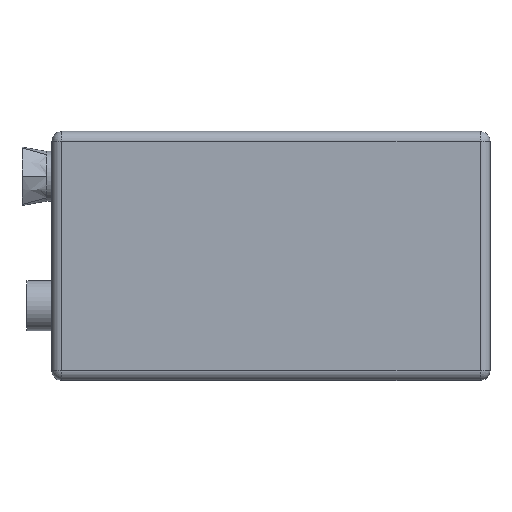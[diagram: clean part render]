
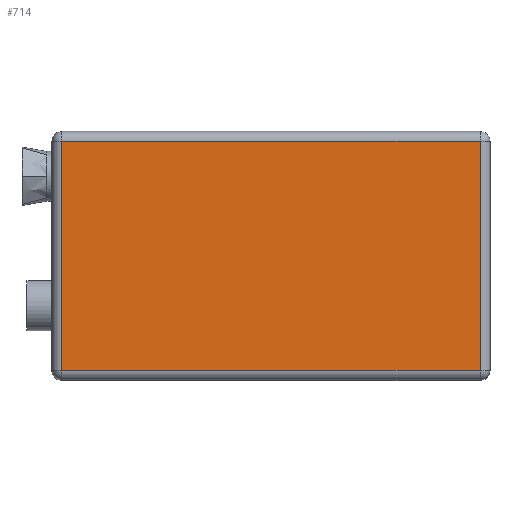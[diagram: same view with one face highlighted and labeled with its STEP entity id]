
A CAD part, top view. The second image highlights one B-rep face of the part: STEP entity #714.
In plain terms, the highlighted planar face has unit normal (0, 0, 1).
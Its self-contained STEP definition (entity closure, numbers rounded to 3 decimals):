
#63=PLANE('',#811);
#105=FACE_OUTER_BOUND('',#159,.T.);
#159=EDGE_LOOP('',(#601,#602,#603,#604));
#202=LINE('',#1128,#253);
#213=LINE('',#1178,#264);
#216=LINE('',#1199,#267);
#217=LINE('',#1201,#268);
#253=VECTOR('',#903,10.);
#264=VECTOR('',#966,10.);
#267=VECTOR('',#1003,10.);
#268=VECTOR('',#1006,10.);
#338=VERTEX_POINT('',#1124);
#339=VERTEX_POINT('',#1126);
#351=VERTEX_POINT('',#1174);
#352=VERTEX_POINT('',#1176);
#404=EDGE_CURVE('',#339,#338,#202,.T.);
#429=EDGE_CURVE('',#352,#351,#213,.T.);
#440=EDGE_CURVE('',#338,#352,#216,.T.);
#441=EDGE_CURVE('',#351,#339,#217,.T.);
#601=ORIENTED_EDGE('',*,*,#404,.F.);
#602=ORIENTED_EDGE('',*,*,#441,.F.);
#603=ORIENTED_EDGE('',*,*,#429,.F.);
#604=ORIENTED_EDGE('',*,*,#440,.F.);
#714=ADVANCED_FACE('',(#105),#63,.T.);
#811=AXIS2_PLACEMENT_3D('',#1200,#1004,#1005);
#903=DIRECTION('',(0.,1.,0.));
#966=DIRECTION('',(0.,-1.,0.));
#1003=DIRECTION('',(1.,0.,0.));
#1004=DIRECTION('center_axis',(0.,0.,1.));
#1005=DIRECTION('ref_axis',(1.,0.,0.));
#1006=DIRECTION('',(-1.,0.,0.));
#1124=CARTESIAN_POINT('',(-21.,11.5,15.));
#1126=CARTESIAN_POINT('',(-21.,-11.5,15.));
#1128=CARTESIAN_POINT('',(-21.,6.25,15.));
#1174=CARTESIAN_POINT('',(21.,-11.5,15.));
#1176=CARTESIAN_POINT('',(21.,11.5,15.));
#1178=CARTESIAN_POINT('',(21.,-6.25,15.));
#1199=CARTESIAN_POINT('',(11.,11.5,15.));
#1200=CARTESIAN_POINT('Origin',(0.,0.,
15.));
#1201=CARTESIAN_POINT('',(-11.,-11.5,15.));
